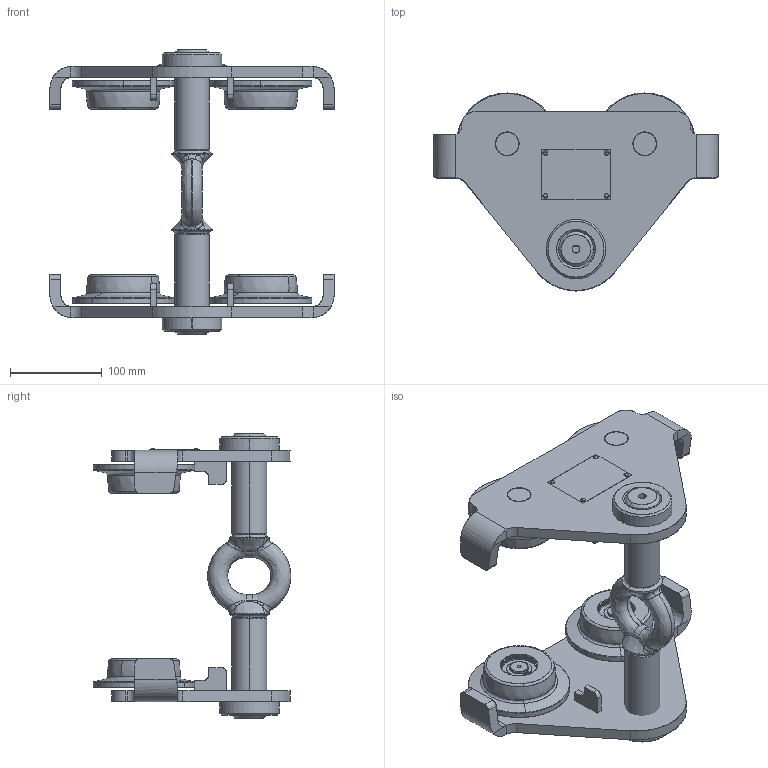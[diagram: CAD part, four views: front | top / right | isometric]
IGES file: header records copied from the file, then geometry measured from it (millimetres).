
Start section: SolidWorks IGES file using analytic representation for surfaces
Global section: file name: 05141275 HTP-A 2000.IGS; native system: SolidWorks 2015; preprocessor: SolidWorks 2015; author: sawwu; date: 180117.080212; units: millimetre
Bounding box: 310 x 215.98 x 310 mm (x, y, z)
Surface area: 359286.3 mm2 (no closed solid volume)
Topology: 0 solids, 0 shells, 414 faces, 7136 edges, 7128 vertices
Faces by surface type: revolution 236, bspline 178
